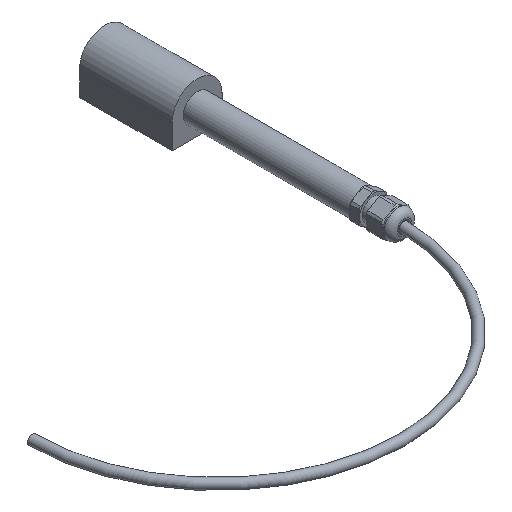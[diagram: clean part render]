
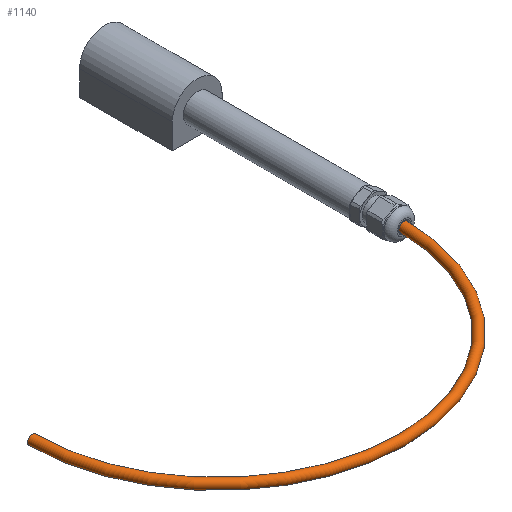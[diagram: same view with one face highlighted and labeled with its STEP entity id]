
A CAD part, isometric view. The second image highlights one B-rep face of the part: STEP entity #1140.
In plain terms, the highlighted toroidal (fillet/blend) face has major radius 100 mm and minor radius 2.5 mm.
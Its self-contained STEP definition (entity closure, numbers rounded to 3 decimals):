
#71=TOROIDAL_SURFACE('',#1328,100.,2.5);
#199=FACE_OUTER_BOUND('',#283,.T.);
#283=EDGE_LOOP('',(#1042,#1043,#1044,#1045));
#475=CIRCLE('',#1329,2.5);
#476=CIRCLE('',#1330,97.5);
#477=CIRCLE('',#1331,2.5);
#575=VERTEX_POINT('',#2084);
#576=VERTEX_POINT('',#2086);
#731=EDGE_CURVE('',#575,#575,#475,.T.);
#732=EDGE_CURVE('',#575,#576,#476,.T.);
#733=EDGE_CURVE('',#576,#576,#477,.T.);
#1042=ORIENTED_EDGE('',*,*,#731,.F.);
#1043=ORIENTED_EDGE('',*,*,#732,.T.);
#1044=ORIENTED_EDGE('',*,*,#733,.F.);
#1045=ORIENTED_EDGE('',*,*,#732,.F.);
#1140=ADVANCED_FACE('',(#199),#71,.T.);
#1328=AXIS2_PLACEMENT_3D('',#2083,#1690,#1691);
#1329=AXIS2_PLACEMENT_3D('',#2085,#1692,#1693);
#1330=AXIS2_PLACEMENT_3D('',#2087,#1694,#1695);
#1331=AXIS2_PLACEMENT_3D('',#2088,#1696,#1697);
#1690=DIRECTION('center_axis',(0.,0.,-1.));
#1691=DIRECTION('ref_axis',(-1.,0.,0.));
#1692=DIRECTION('center_axis',(0.,1.,0.));
#1693=DIRECTION('ref_axis',(-1.,0.,0.));
#1694=DIRECTION('center_axis',(0.,0.,1.));
#1695=DIRECTION('ref_axis',(-1.,0.,0.));
#1696=DIRECTION('center_axis',(0.,1.,0.));
#1697=DIRECTION('ref_axis',(1.,0.,0.));
#2083=CARTESIAN_POINT('Origin',(-100.,0.,0.));
#2084=CARTESIAN_POINT('',(-197.5,0.,0.));
#2085=CARTESIAN_POINT('Origin',(-200.,0.,0.));
#2086=CARTESIAN_POINT('',(-2.5,0.,0.));
#2087=CARTESIAN_POINT('Origin',(-100.,0.,0.));
#2088=CARTESIAN_POINT('Origin',(0.,0.,0.));
